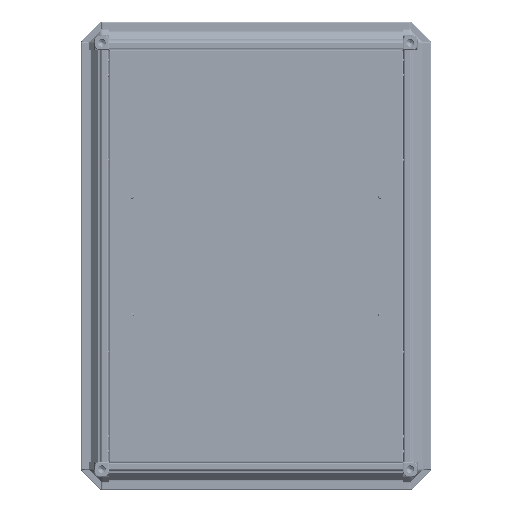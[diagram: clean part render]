
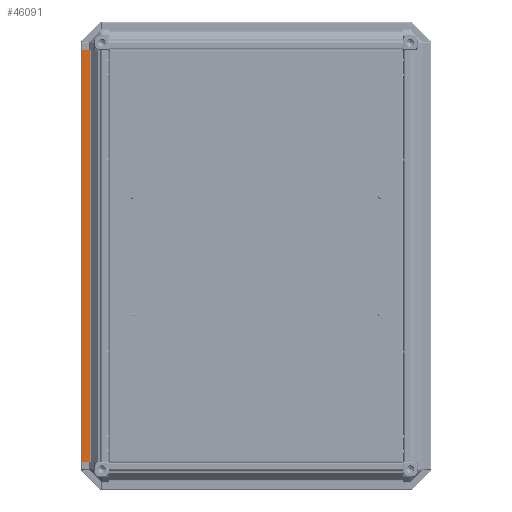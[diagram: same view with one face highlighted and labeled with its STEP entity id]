
A CAD part, front view. The second image highlights one B-rep face of the part: STEP entity #46091.
In plain terms, the highlighted face is planar.
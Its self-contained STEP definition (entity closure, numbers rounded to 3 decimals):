
#232 = VECTOR ( 'NONE', #5125, 1000. ) ;
#2191 = EDGE_CURVE ( 'NONE', #26030, #22470, #43018, .T. ) ;
#2244 = FACE_OUTER_BOUND ( 'NONE', #7879, .T. ) ;
#5125 = DIRECTION ( 'NONE',  ( 0.707, 0.707, 0. ) ) ;
#5842 = DIRECTION ( 'NONE',  ( 0., 0., -1. ) ) ;
#7737 = LINE ( 'NONE', #10475, #61762 ) ;
#7879 = EDGE_LOOP ( 'NONE', ( #47753, #19971, #13863, #23705 ) ) ;
#10040 = LINE ( 'NONE', #30089, #232 ) ;
#10475 = CARTESIAN_POINT ( 'NONE',  ( -22.386, -7.932, 698. ) ) ;
#11873 = CARTESIAN_POINT ( 'NONE',  ( -12.747, 1.707, 698. ) ) ;
#13113 = VERTEX_POINT ( 'NONE', #47600 ) ;
#13863 = ORIENTED_EDGE ( 'NONE', *, *, #39256, .F. ) ;
#16047 = PLANE ( 'NONE',  #17352 ) ;
#17352 = AXIS2_PLACEMENT_3D ( 'NONE', #62325, #30831, #50878 ) ;
#18349 = CARTESIAN_POINT ( 'NONE',  ( -22.386, -7.932, 0. ) ) ;
#19971 = ORIENTED_EDGE ( 'NONE', *, *, #2191, .F. ) ;
#20341 = DIRECTION ( 'NONE',  ( 0.707, 0.707, 0. ) ) ;
#21965 = VECTOR ( 'NONE', #42360, 1000. ) ;
#22470 = VERTEX_POINT ( 'NONE', #47398 ) ;
#23705 = ORIENTED_EDGE ( 'NONE', *, *, #56769, .T. ) ;
#26030 = VERTEX_POINT ( 'NONE', #11873 ) ;
#27338 = EDGE_CURVE ( 'NONE', #64558, #22470, #10040, .T. ) ;
#30089 = CARTESIAN_POINT ( 'NONE',  ( -22.386, -7.932, 0. ) ) ;
#30831 = DIRECTION ( 'NONE',  ( -0.707, 0.707, 0. ) ) ;
#39256 = EDGE_CURVE ( 'NONE', #13113, #26030, #7737, .T. ) ;
#42360 = DIRECTION ( 'NONE',  ( 0., 0., -1. ) ) ;
#42750 = LINE ( 'NONE', #44930, #50745 ) ;
#43018 = LINE ( 'NONE', #57149, #21965 ) ;
#44930 = CARTESIAN_POINT ( 'NONE',  ( -22.386, -7.932, 698. ) ) ;
#46091 = ADVANCED_FACE ( 'NONE', ( #2244 ), #16047, .F. ) ;
#47398 = CARTESIAN_POINT ( 'NONE',  ( -12.747, 1.707, 0. ) ) ;
#47600 = CARTESIAN_POINT ( 'NONE',  ( -22.386, -7.932, 698. ) ) ;
#47753 = ORIENTED_EDGE ( 'NONE', *, *, #27338, .T. ) ;
#50745 = VECTOR ( 'NONE', #5842, 1000. ) ;
#50878 = DIRECTION ( 'NONE',  ( -0.707, -0.707, 0. ) ) ;
#56769 = EDGE_CURVE ( 'NONE', #13113, #64558, #42750, .T. ) ;
#57149 = CARTESIAN_POINT ( 'NONE',  ( -12.747, 1.707, 698. ) ) ;
#61762 = VECTOR ( 'NONE', #20341, 1000. ) ;
#62325 = CARTESIAN_POINT ( 'NONE',  ( -22.386, -7.932, 698. ) ) ;
#64558 = VERTEX_POINT ( 'NONE', #18349 ) ;
